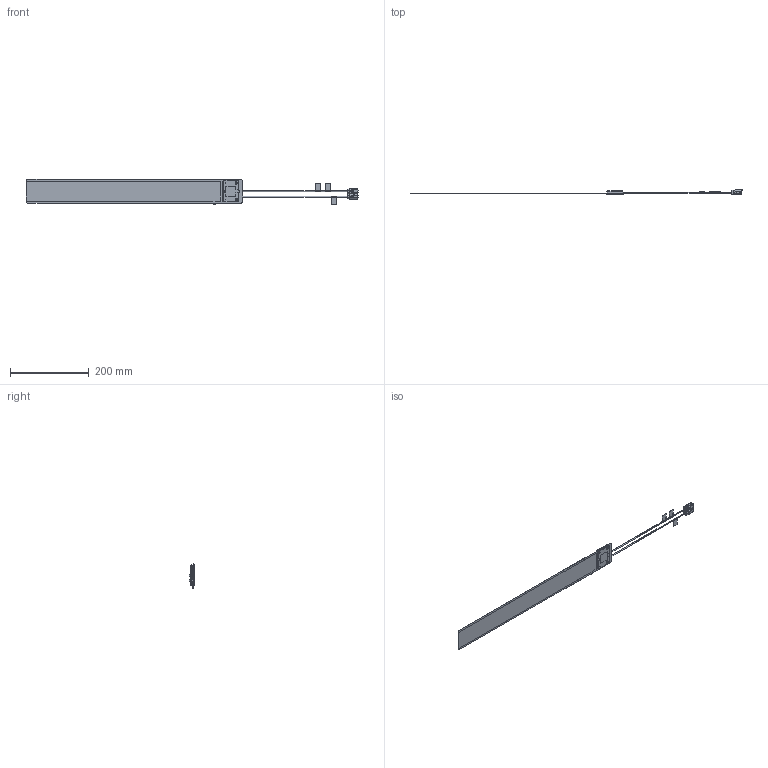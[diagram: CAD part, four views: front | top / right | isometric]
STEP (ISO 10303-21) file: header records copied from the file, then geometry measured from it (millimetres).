
FILE_DESCRIPTION (( 'STEP AP214' ), '1' );
FILE_NAME ('MA2220.A.TT.002..STEP', '2023-09-07T18:40:08', ( '' ), ( '' ), 'SwSTEP 2.0', 'SolidWorks 2018', '' );
FILE_SCHEMA (( 'AUTOMOTIVE_DESIGN' ));
Length unit declared in the file: inch
Products named in the file (1): MA2220.A.TT.002.
Bounding box: 842.78 x 13.7 x 63.5 mm (x, y, z)
Volume: 27993.1 mm3; surface area: 147883.6 mm2
Topology: 24 solids, 24 shells, 1237 faces, 3175 edges, 1995 vertices
Faces by surface type: plane 556, cylinder 395, bspline 174, cone 96, torus 16
Entity records: 56890 total; most frequent: CARTESIAN_POINT 10913, ORIENTED_EDGE 6302, DIRECTION 6072, EDGE_CURVE 3151, AXIS2_PLACEMENT_3D 2140, VERTEX_POINT 1995, LINE 1792, VECTOR 1792
